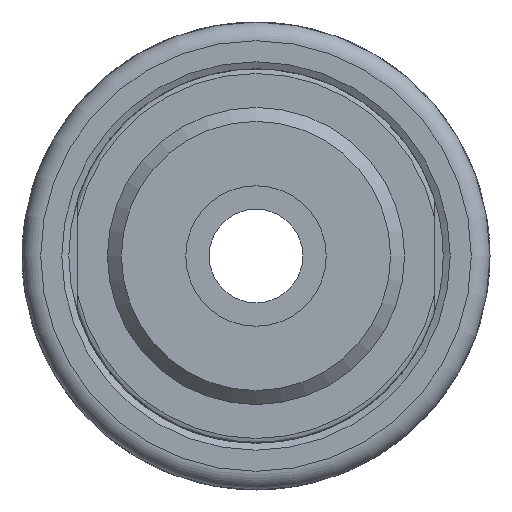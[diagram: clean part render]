
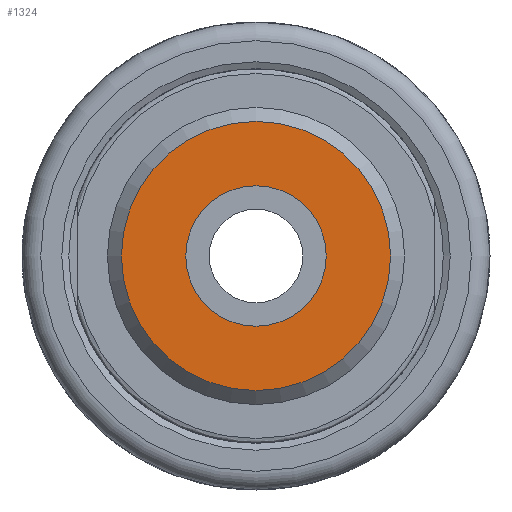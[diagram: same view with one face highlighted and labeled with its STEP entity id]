
A CAD part, left-side view. The second image highlights one B-rep face of the part: STEP entity #1324.
In plain terms, the highlighted planar face has unit normal (-1, 0, 0).
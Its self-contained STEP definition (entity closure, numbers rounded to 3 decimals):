
#47=FACE_BOUND('',#205,.T.);
#130=FACE_OUTER_BOUND('',#204,.T.);
#204=EDGE_LOOP('',(#945,#946));
#205=EDGE_LOOP('',(#947,#948));
#402=CIRCLE('',#1418,7.5);
#403=CIRCLE('',#1419,7.5);
#421=CIRCLE('',#1447,14.375);
#422=CIRCLE('',#1448,14.375);
#510=VERTEX_POINT('',#2075);
#511=VERTEX_POINT('',#2076);
#528=VERTEX_POINT('',#2129);
#529=VERTEX_POINT('',#2130);
#666=EDGE_CURVE('',#510,#511,#402,.T.);
#667=EDGE_CURVE('',#511,#510,#403,.T.);
#692=EDGE_CURVE('',#528,#529,#421,.T.);
#693=EDGE_CURVE('',#529,#528,#422,.T.);
#945=ORIENTED_EDGE('',*,*,#692,.F.);
#946=ORIENTED_EDGE('',*,*,#693,.F.);
#947=ORIENTED_EDGE('',*,*,#666,.T.);
#948=ORIENTED_EDGE('',*,*,#667,.T.);
#1282=PLANE('',#1446);
#1324=ADVANCED_FACE('',(#130,#47),#1282,.T.);
#1418=AXIS2_PLACEMENT_3D('',#2077,#1620,#1621);
#1419=AXIS2_PLACEMENT_3D('',#2078,#1622,#1623);
#1446=AXIS2_PLACEMENT_3D('',#2128,#1683,#1684);
#1447=AXIS2_PLACEMENT_3D('',#2131,#1685,#1686);
#1448=AXIS2_PLACEMENT_3D('',#2132,#1687,#1688);
#1620=DIRECTION('center_axis',(1.,0.,0.));
#1621=DIRECTION('ref_axis',(0.,0.,1.));
#1622=DIRECTION('center_axis',(1.,0.,0.));
#1623=DIRECTION('ref_axis',(0.,0.,1.));
#1683=DIRECTION('center_axis',(-1.,0.,0.));
#1684=DIRECTION('ref_axis',(0.,0.,1.));
#1685=DIRECTION('center_axis',(1.,0.,0.));
#1686=DIRECTION('ref_axis',(0.,0.,-1.));
#1687=DIRECTION('center_axis',(1.,0.,0.));
#1688=DIRECTION('ref_axis',(0.,0.,-1.));
#2075=CARTESIAN_POINT('',(-140.,0.,7.5));
#2076=CARTESIAN_POINT('',(-140.,0.,-7.5));
#2077=CARTESIAN_POINT('Origin',(-140.,0.,0.));
#2078=CARTESIAN_POINT('Origin',(-140.,0.,0.));
#2128=CARTESIAN_POINT('Origin',(-140.,14.375,0.));
#2129=CARTESIAN_POINT('',(-140.,14.375,0.));
#2130=CARTESIAN_POINT('',(-140.,-14.375,0.));
#2131=CARTESIAN_POINT('Origin',(-140.,0.,0.));
#2132=CARTESIAN_POINT('Origin',(-140.,0.,0.));
